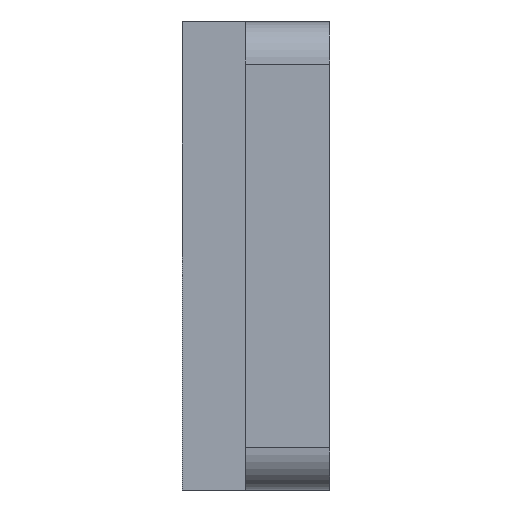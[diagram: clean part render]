
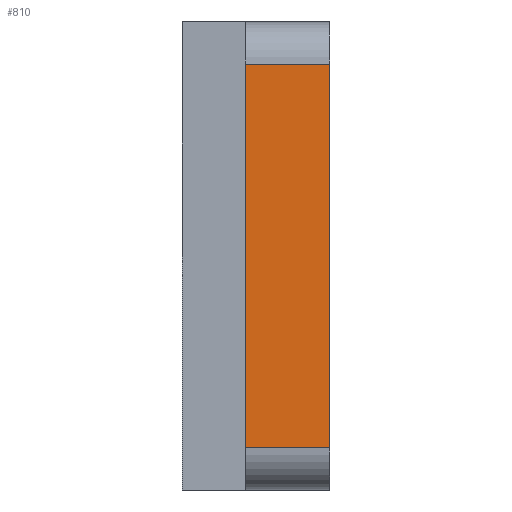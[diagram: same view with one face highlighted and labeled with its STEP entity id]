
A CAD part, left-side view. The second image highlights one B-rep face of the part: STEP entity #810.
In plain terms, the highlighted planar face has unit normal (-1, 0, 0).
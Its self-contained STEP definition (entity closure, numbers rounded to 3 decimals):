
#69=CARTESIAN_POINT('',(176.1,-76.,98.855));
#70=VERTEX_POINT('',#69);
#78=CARTESIAN_POINT('',(176.1,-76.,117.055));
#79=VERTEX_POINT('',#78);
#80=CARTESIAN_POINT('',(176.1,-76.,117.055));
#81=DIRECTION('',(0.,0.,-1.));
#82=VECTOR('',#81,18.2);
#83=LINE('',#80,#82);
#84=EDGE_CURVE('',#79,#70,#83,.T.);
#111=CARTESIAN_POINT('',(176.1,-80.,117.055));
#112=VERTEX_POINT('',#111);
#120=CARTESIAN_POINT('',(176.1,-80.,98.855));
#121=VERTEX_POINT('',#120);
#122=CARTESIAN_POINT('',(176.1,-80.,117.055));
#123=DIRECTION('',(0.,0.,-1.));
#124=VECTOR('',#123,18.2);
#125=LINE('',#122,#124);
#126=EDGE_CURVE('',#112,#121,#125,.T.);
#789=CARTESIAN_POINT('',(176.1,-80.,107.975));
#790=DIRECTION('',(1.,0.,0.));
#791=DIRECTION('',(-0.,1.,0.));
#792=AXIS2_PLACEMENT_3D('',#789,#790,#791);
#793=PLANE('',#792);
#794=ORIENTED_EDGE('',*,*,#126,.F.);
#795=CARTESIAN_POINT('',(176.1,-80.,117.055));
#796=DIRECTION('',(-0.,1.,0.));
#797=VECTOR('',#796,4.);
#798=LINE('',#795,#797);
#799=EDGE_CURVE('',#112,#79,#798,.T.);
#800=ORIENTED_EDGE('',*,*,#799,.T.);
#801=ORIENTED_EDGE('',*,*,#84,.T.);
#802=CARTESIAN_POINT('',(176.1,-76.,98.855));
#803=DIRECTION('',(0.,-1.,-0.));
#804=VECTOR('',#803,4.);
#805=LINE('',#802,#804);
#806=EDGE_CURVE('',#70,#121,#805,.T.);
#807=ORIENTED_EDGE('',*,*,#806,.T.);
#808=EDGE_LOOP('',(#794,#800,#801,#807));
#809=FACE_BOUND('',#808,.T.);
#810=ADVANCED_FACE('',(#809),#793,.F.);
